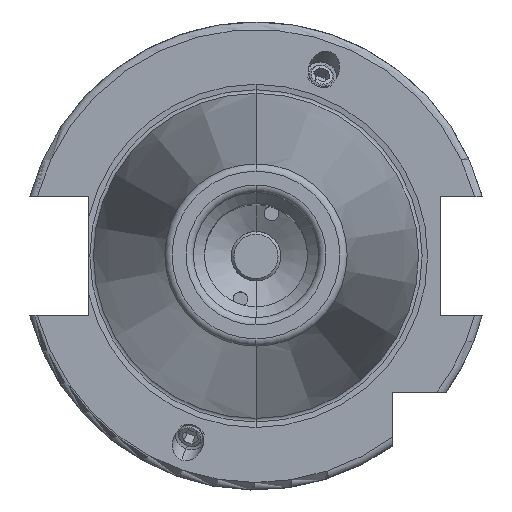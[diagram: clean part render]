
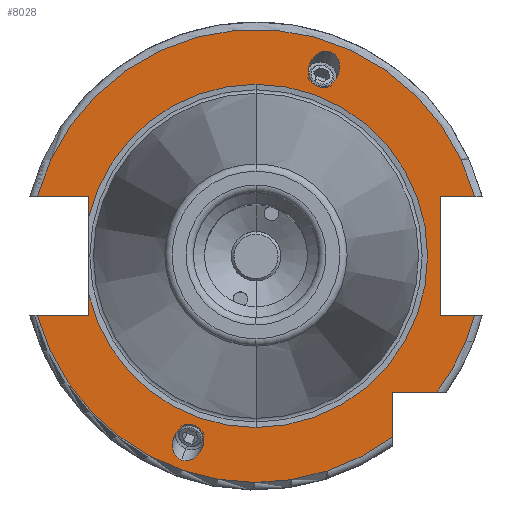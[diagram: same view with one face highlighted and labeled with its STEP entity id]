
A CAD part, top view. The second image highlights one B-rep face of the part: STEP entity #8028.
In plain terms, the highlighted planar face has unit normal (0, 0, 1).
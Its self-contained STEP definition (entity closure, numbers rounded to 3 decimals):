
#2849=CARTESIAN_POINT('',(0,0,18.1));
#2850=DIRECTION('',(0,0,1));
#2851=DIRECTION('',(0.965,0.262,0));
#2852=AXIS2_PLACEMENT_3D('',#2849,#2850,#2851);
#2900=CARTESIAN_POINT('',(0,0,18.1));
#2901=DIRECTION('',(0,0,1));
#2902=DIRECTION('',(-0.965,-0.262,0));
#2903=AXIS2_PLACEMENT_3D('',#2900,#2901,#2902);
#2916=DIRECTION('',(1,0,0));
#2917=VECTOR('',#2916,7.004);
#2918=CARTESIAN_POINT('',(-29.704,-8.05,18.1));
#2919=LINE('',#2918,#2917);
#2920=DIRECTION('',(0,1,0));
#2921=VECTOR('',#2920,2.753);
#2922=CARTESIAN_POINT('',(-22.7,-8.05,18.1));
#2923=LINE('',#2922,#2921);
#2924=DIRECTION('',(0,1,0));
#2925=VECTOR('',#2924,2.753);
#2926=CARTESIAN_POINT('',(-22.7,5.297,18.1));
#2927=LINE('',#2926,#2925);
#2928=DIRECTION('',(1,0,0));
#2929=VECTOR('',#2928,7.004);
#2930=CARTESIAN_POINT('',(-29.704,8.05,18.1));
#2931=LINE('',#2930,#2929);
#2932=DIRECTION('',(-1,0,0));
#2933=VECTOR('',#2932,4.704);
#2934=CARTESIAN_POINT('',(29.704,8.05,18.1));
#2935=LINE('',#2934,#2933);
#2936=DIRECTION('',(0,-1,0));
#2937=VECTOR('',#2936,16.1);
#2938=CARTESIAN_POINT('',(25,8.05,18.1));
#2939=LINE('',#2938,#2937);
#2940=DIRECTION('',(-1,0,0));
#2941=VECTOR('',#2940,4.704);
#2942=CARTESIAN_POINT('',(29.704,-8.05,18.1));
#2943=LINE('',#2942,#2941);
#2944=CARTESIAN_POINT('',(0,0,18.1));
#2945=DIRECTION('',(0,0,1));
#2946=DIRECTION('',(0.799,-0.601,0));
#2947=AXIS2_PLACEMENT_3D('',#2944,#2945,#2946);
#2949=DIRECTION('',(-1,0,0));
#2950=VECTOR('',#2949,6.094);
#2951=CARTESIAN_POINT('',(24.594,-18.5,18.1));
#2952=LINE('',#2951,#2950);
#2953=DIRECTION('',(0,1,0));
#2954=VECTOR('',#2953,6.094);
#2955=CARTESIAN_POINT('',(18.5,-24.594,18.1));
#2956=LINE('',#2955,#2954);
#2957=CARTESIAN_POINT('',(10.09,27.723,18.1));
#2958=CARTESIAN_POINT('',(9.863,27.806,18.1));
#2959=CARTESIAN_POINT('',(9.337,27.884,18.1));
#2960=CARTESIAN_POINT('',(8.455,27.594,18.1));
#2961=CARTESIAN_POINT('',(7.834,27.033,18.1));
#2962=CARTESIAN_POINT('',(7.483,26.49,18.1));
#2963=CARTESIAN_POINT('',(7.298,26.077,18.1));
#2964=CARTESIAN_POINT('',(7.174,25.641,18.1));
#2965=CARTESIAN_POINT('',(7.094,25.,18.1));
#2966=CARTESIAN_POINT('',(7.208,24.17,18.1));
#2967=CARTESIAN_POINT('',(7.698,23.381,18.1));
#2968=CARTESIAN_POINT('',(8.152,23.103,18.1));
#2969=CARTESIAN_POINT('',(8.379,23.02,18.1));
#2971=CARTESIAN_POINT('',(8.379,23.02,18.1));
#2972=CARTESIAN_POINT('',(8.606,22.937,18.1));
#2973=CARTESIAN_POINT('',(9.133,22.859,18.1));
#2974=CARTESIAN_POINT('',(10.014,23.149,18.1));
#2975=CARTESIAN_POINT('',(10.635,23.711,18.1));
#2976=CARTESIAN_POINT('',(10.986,24.253,18.1));
#2977=CARTESIAN_POINT('',(11.171,24.667,18.1));
#2978=CARTESIAN_POINT('',(11.295,25.103,18.1));
#2979=CARTESIAN_POINT('',(11.375,25.744,18.1));
#2980=CARTESIAN_POINT('',(11.261,26.573,18.1));
#2981=CARTESIAN_POINT('',(10.771,27.362,18.1));
#2982=CARTESIAN_POINT('',(10.318,27.641,18.1));
#2983=CARTESIAN_POINT('',(10.09,27.723,18.1));
#2985=CARTESIAN_POINT('',(-10.09,-27.723,18.1));
#2986=CARTESIAN_POINT('',(-10.318,-27.641,18.1));
#2987=CARTESIAN_POINT('',(-10.771,-27.362,18.1));
#2988=CARTESIAN_POINT('',(-11.261,-26.573,18.1));
#2989=CARTESIAN_POINT('',(-11.375,-25.744,18.1));
#2990=CARTESIAN_POINT('',(-11.295,-25.103,18.1));
#2991=CARTESIAN_POINT('',(-11.171,-24.667,18.1));
#2992=CARTESIAN_POINT('',(-10.986,-24.253,18.1));
#2993=CARTESIAN_POINT('',(-10.635,-23.711,18.1));
#2994=CARTESIAN_POINT('',(-10.014,-23.149,18.1));
#2995=CARTESIAN_POINT('',(-9.133,-22.859,18.1));
#2996=CARTESIAN_POINT('',(-8.606,-22.937,18.1));
#2997=CARTESIAN_POINT('',(-8.379,-23.02,18.1));
#2999=CARTESIAN_POINT('',(-8.379,-23.02,18.1));
#3000=CARTESIAN_POINT('',(-8.152,-23.103,18.1));
#3001=CARTESIAN_POINT('',(-7.698,-23.381,18.1));
#3002=CARTESIAN_POINT('',(-7.208,-24.17,18.1));
#3003=CARTESIAN_POINT('',(-7.094,-25.,18.1));
#3004=CARTESIAN_POINT('',(-7.174,-25.641,18.1));
#3005=CARTESIAN_POINT('',(-7.298,-26.077,18.1));
#3006=CARTESIAN_POINT('',(-7.483,-26.49,18.1));
#3007=CARTESIAN_POINT('',(-7.834,-27.033,18.1));
#3008=CARTESIAN_POINT('',(-8.455,-27.594,18.1));
#3009=CARTESIAN_POINT('',(-9.337,-27.884,18.1));
#3010=CARTESIAN_POINT('',(-9.863,-27.806,18.1));
#3011=CARTESIAN_POINT('',(-10.09,-27.723,18.1));
#3025=CARTESIAN_POINT('',(0,0,18.1));
#3026=DIRECTION('',(0,0,1));
#3027=DIRECTION('',(0,1,0));
#3028=AXIS2_PLACEMENT_3D('',#3025,#3026,#3027);
#3038=CARTESIAN_POINT('',(0,0,18.1));
#3039=DIRECTION('',(0,0,1));
#3040=DIRECTION('',(-0.974,-0.227,0));
#3041=AXIS2_PLACEMENT_3D('',#3038,#3039,#3040);
#3043=CARTESIAN_POINT('',(0,0,18.1));
#3044=DIRECTION('',(0,0,-1));
#3045=DIRECTION('',(0,1,0));
#3046=AXIS2_PLACEMENT_3D('',#3043,#3044,#3045);
#4557=CARTESIAN_POINT('',(-29.704,-8.05,18.1));
#4558=CARTESIAN_POINT('',(-22.7,-8.05,18.1));
#4559=VERTEX_POINT('',#4557);
#4560=VERTEX_POINT('',#4558);
#4561=CARTESIAN_POINT('',(-22.7,-5.297,18.1));
#4562=VERTEX_POINT('',#4561);
#4563=CARTESIAN_POINT('',(-22.7,5.297,18.1));
#4564=CARTESIAN_POINT('',(-22.7,8.05,18.1));
#4565=VERTEX_POINT('',#4563);
#4566=VERTEX_POINT('',#4564);
#4567=CARTESIAN_POINT('',(-29.704,8.05,18.1));
#4568=VERTEX_POINT('',#4567);
#4569=CARTESIAN_POINT('',(25,8.05,18.1));
#4570=CARTESIAN_POINT('',(25,-8.05,18.1));
#4571=VERTEX_POINT('',#4569);
#4572=VERTEX_POINT('',#4570);
#4573=CARTESIAN_POINT('',(29.704,-8.05,18.1));
#4574=VERTEX_POINT('',#4573);
#4575=CARTESIAN_POINT('',(29.704,8.05,18.1));
#4576=VERTEX_POINT('',#4575);
#4577=CARTESIAN_POINT('',(18.5,-24.594,18.1));
#4578=CARTESIAN_POINT('',(18.5,-18.5,18.1));
#4579=VERTEX_POINT('',#4577);
#4580=VERTEX_POINT('',#4578);
#4581=CARTESIAN_POINT('',(24.594,-18.5,18.1));
#4582=VERTEX_POINT('',#4581);
#4669=VERTEX_POINT('',#2957);
#4670=VERTEX_POINT('',#2969);
#4720=CARTESIAN_POINT('',(-10.09,-27.723,18.1));
#4722=VERTEX_POINT('',#4720);
#4727=CARTESIAN_POINT('',(-8.379,-23.02,18.1));
#4728=VERTEX_POINT('',#4727);
#4775=CARTESIAN_POINT('',(0,23.31,18.1));
#4776=VERTEX_POINT('',#4775);
#4777=CARTESIAN_POINT('',(0,-23.31,18.1));
#4778=VERTEX_POINT('',#4777);
#7988=CARTESIAN_POINT('',(0,0,18.1));
#7989=DIRECTION('',(0,0,-1));
#7990=DIRECTION('',(0,-1,0));
#7991=AXIS2_PLACEMENT_3D('',#7988,#7989,#7990);
#7992=PLANE('',#7991);
#7993=ORIENTED_EDGE('',*,*,#6970,.T.);
#7995=ORIENTED_EDGE('',*,*,#7994,.T.);
#7997=ORIENTED_EDGE('',*,*,#7996,.T.);
#7999=ORIENTED_EDGE('',*,*,#7998,.F.);
#8001=ORIENTED_EDGE('',*,*,#8000,.T.);
#8003=ORIENTED_EDGE('',*,*,#8002,.T.);
#8004=ORIENTED_EDGE('',*,*,#7931,.F.);
#8005=ORIENTED_EDGE('',*,*,#7967,.F.);
#8006=ORIENTED_EDGE('',*,*,#7893,.T.);
#8008=ORIENTED_EDGE('',*,*,#8007,.T.);
#8009=ORIENTED_EDGE('',*,*,#7135,.F.);
#8010=ORIENTED_EDGE('',*,*,#7957,.F.);
#8011=ORIENTED_EDGE('',*,*,#7233,.T.);
#8012=ORIENTED_EDGE('',*,*,#7803,.F.);
#8013=ORIENTED_EDGE('',*,*,#7982,.F.);
#8014=EDGE_LOOP('',(#7993,#7995,#7997,#7999,#8001,#8003,#8004,#8005,#8006,#8008,
#8009,#8010,#8011,#8012,#8013));
#8015=FACE_OUTER_BOUND('',#8014,.F.);
#8017=ORIENTED_EDGE('',*,*,#8016,.T.);
#8019=ORIENTED_EDGE('',*,*,#8018,.T.);
#8020=EDGE_LOOP('',(#8017,#8019));
#8021=FACE_BOUND('',#8020,.F.);
#8023=ORIENTED_EDGE('',*,*,#8022,.F.);
#8025=ORIENTED_EDGE('',*,*,#8024,.F.);
#8026=EDGE_LOOP('',(#8023,#8025));
#8027=FACE_BOUND('',#8026,.F.);
#8028=ADVANCED_FACE('',(#8015,#8021,#8027),#7992,.F.);
#2853=CIRCLE('',#2852,30.775);
#2904=CIRCLE('',#2903,30.775);
#2948=CIRCLE('',#2947,30.775);
#2970=B_SPLINE_CURVE_WITH_KNOTS('',3,(#2957,#2958,#2959,#2960,#2961,#2962,#2963,
#2964,#2965,#2966,#2967,#2968,#2969),.UNSPECIFIED.,.F.,.F.,(4,1,1,1,1,1,1,1,1,1,
4),(0,0.125,0.25,0.375,0.438,0.5,0.563,0.625,0.75,0.875,
1.0),.UNSPECIFIED.);
#2984=B_SPLINE_CURVE_WITH_KNOTS('',3,(#2971,#2972,#2973,#2974,#2975,#2976,#2977,
#2978,#2979,#2980,#2981,#2982,#2983),.UNSPECIFIED.,.F.,.F.,(4,1,1,1,1,1,1,1,1,1,
4),(0,0.125,0.25,0.375,0.438,0.5,0.563,0.625,0.75,0.875,
1.0),.UNSPECIFIED.);
#2998=B_SPLINE_CURVE_WITH_KNOTS('',3,(#2985,#2986,#2987,#2988,#2989,#2990,#2991,
#2992,#2993,#2994,#2995,#2996,#2997),.UNSPECIFIED.,.F.,.F.,(4,1,1,1,1,1,1,1,1,1,
4),(0,0.125,0.25,0.375,0.438,0.5,0.563,0.625,0.75,0.875,
1.0),.UNSPECIFIED.);
#3012=B_SPLINE_CURVE_WITH_KNOTS('',3,(#2999,#3000,#3001,#3002,#3003,#3004,#3005,
#3006,#3007,#3008,#3009,#3010,#3011),.UNSPECIFIED.,.F.,.F.,(4,1,1,1,1,1,1,1,1,1,
4),(0,0.125,0.25,0.375,0.438,0.5,0.563,0.625,0.75,0.875,
1.0),.UNSPECIFIED.);
#3029=CIRCLE('',#3028,23.31);
#3042=CIRCLE('',#3041,23.31);
#3047=CIRCLE('',#3046,23.31);
#6970=EDGE_CURVE('',#4559,#4560,#2919,.T.);
#7135=EDGE_CURVE('',#4574,#4572,#2943,.T.);
#7233=EDGE_CURVE('',#4582,#4580,#2952,.T.);
#7803=EDGE_CURVE('',#4579,#4580,#2956,.T.);
#7893=EDGE_CURVE('',#4576,#4571,#2935,.T.);
#7931=EDGE_CURVE('',#4568,#4566,#2931,.T.);
#7957=EDGE_CURVE('',#4582,#4574,#2948,.T.);
#7967=EDGE_CURVE('',#4576,#4568,#2853,.T.);
#7982=EDGE_CURVE('',#4559,#4579,#2904,.T.);
#7994=EDGE_CURVE('',#4560,#4562,#2923,.T.);
#7996=EDGE_CURVE('',#4562,#4778,#3042,.T.);
#7998=EDGE_CURVE('',#4776,#4778,#3047,.T.);
#8000=EDGE_CURVE('',#4776,#4565,#3029,.T.);
#8002=EDGE_CURVE('',#4565,#4566,#2927,.T.);
#8007=EDGE_CURVE('',#4571,#4572,#2939,.T.);
#8016=EDGE_CURVE('',#4669,#4670,#2970,.T.);
#8018=EDGE_CURVE('',#4670,#4669,#2984,.T.);
#8022=EDGE_CURVE('',#4722,#4728,#2998,.T.);
#8024=EDGE_CURVE('',#4728,#4722,#3012,.T.);
